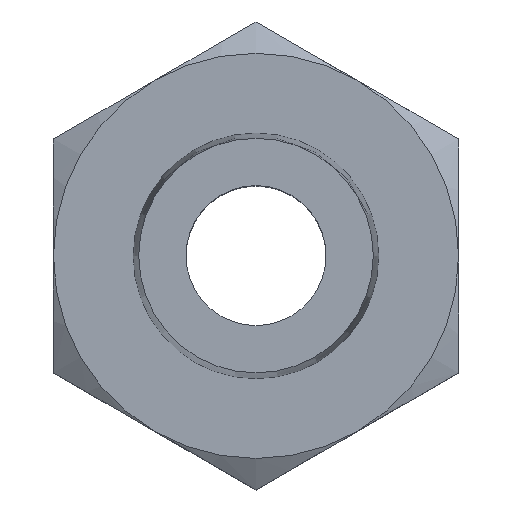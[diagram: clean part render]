
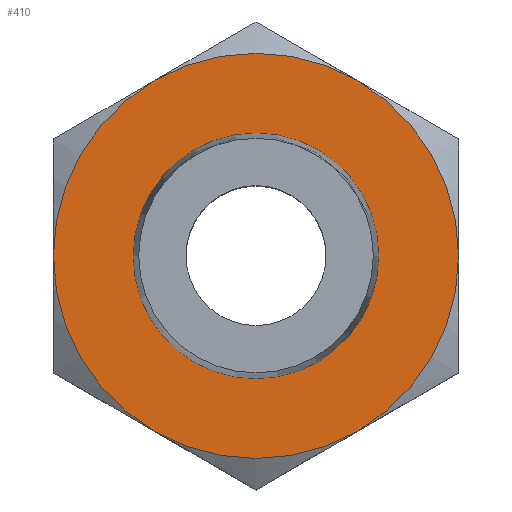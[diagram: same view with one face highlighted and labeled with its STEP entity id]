
A CAD part, top view. The second image highlights one B-rep face of the part: STEP entity #410.
In plain terms, the highlighted planar face has unit normal (0, 0, 1).
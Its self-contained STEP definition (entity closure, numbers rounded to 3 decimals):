
#39=PLANE('',#476);
#51=CIRCLE('',#441,27.5);
#52=CIRCLE('',#443,27.5);
#53=CIRCLE('',#445,27.5);
#54=CIRCLE('',#447,27.5);
#55=CIRCLE('',#449,27.5);
#57=CIRCLE('',#452,16.669);
#68=CIRCLE('',#475,27.5);
#132=ORIENTED_EDGE('',*,*,#206,.T.);
#133=ORIENTED_EDGE('',*,*,#220,.F.);
#134=ORIENTED_EDGE('',*,*,#194,.F.);
#135=ORIENTED_EDGE('',*,*,#192,.F.);
#136=ORIENTED_EDGE('',*,*,#203,.F.);
#137=ORIENTED_EDGE('',*,*,#200,.F.);
#138=ORIENTED_EDGE('',*,*,#197,.F.);
#192=EDGE_CURVE('',#241,#240,#51,.T.);
#194=EDGE_CURVE('',#240,#243,#52,.T.);
#197=EDGE_CURVE('',#244,#246,#53,.T.);
#200=EDGE_CURVE('',#246,#248,#54,.T.);
#203=EDGE_CURVE('',#248,#241,#55,.T.);
#206=EDGE_CURVE('',#251,#251,#57,.T.);
#220=EDGE_CURVE('',#243,#244,#68,.T.);
#240=VERTEX_POINT('',#668);
#241=VERTEX_POINT('',#674);
#243=VERTEX_POINT('',#683);
#244=VERTEX_POINT('',#694);
#246=VERTEX_POINT('',#697);
#248=VERTEX_POINT('',#709);
#251=VERTEX_POINT('',#730);
#321=EDGE_LOOP('',(#132));
#322=EDGE_LOOP('',(#133,#134,#135,#136,#137,#138));
#363=FACE_BOUND('',#321,.T.);
#364=FACE_BOUND('',#322,.T.);
#410=ADVANCED_FACE('',(#363,#364),#39,.T.);
#441=AXIS2_PLACEMENT_3D('',#675,#507,#508);
#443=AXIS2_PLACEMENT_3D('',#682,#511,#512);
#445=AXIS2_PLACEMENT_3D('',#696,#515,#516);
#447=AXIS2_PLACEMENT_3D('',#708,#519,#520);
#449=AXIS2_PLACEMENT_3D('',#721,#523,#524);
#452=AXIS2_PLACEMENT_3D('',#729,#529,#530);
#475=AXIS2_PLACEMENT_3D('',#778,#575,#576);
#476=AXIS2_PLACEMENT_3D('',#783,#577,#578);
#507=DIRECTION('',(0.,0.,-1.));
#508=DIRECTION('',(-1.,0.,0.));
#511=DIRECTION('',(0.,0.,-1.));
#512=DIRECTION('',(-1.,0.,0.));
#515=DIRECTION('',(0.,0.,-1.));
#516=DIRECTION('',(-1.,0.,0.));
#519=DIRECTION('',(0.,0.,-1.));
#520=DIRECTION('',(-1.,0.,0.));
#523=DIRECTION('',(0.,0.,-1.));
#524=DIRECTION('',(-1.,0.,0.));
#529=DIRECTION('',(0.,0.,-1.));
#530=DIRECTION('',(-1.,0.,0.));
#575=DIRECTION('',(0.,0.,-1.));
#576=DIRECTION('',(-1.,0.,0.));
#577=DIRECTION('',(0.,0.,1.));
#578=DIRECTION('',(1.,0.,0.));
#668=CARTESIAN_POINT('',(-27.5,0.,0.));
#674=CARTESIAN_POINT('',(-13.75,-23.816,0.));
#675=CARTESIAN_POINT('',(0.,0.,0.));
#682=CARTESIAN_POINT('',(0.,0.,0.));
#683=CARTESIAN_POINT('',(-13.75,23.816,0.));
#694=CARTESIAN_POINT('',(13.75,23.816,0.));
#696=CARTESIAN_POINT('',(0.,0.,0.));
#697=CARTESIAN_POINT('',(27.5,0.,0.));
#708=CARTESIAN_POINT('',(0.,0.,0.));
#709=CARTESIAN_POINT('',(13.75,-23.816,0.));
#721=CARTESIAN_POINT('',(0.,0.,0.));
#729=CARTESIAN_POINT('',(0.,0.,0.));
#730=CARTESIAN_POINT('',(-16.669,0.,0.));
#778=CARTESIAN_POINT('',(0.,0.,0.));
#783=CARTESIAN_POINT('',(0.,27.5,0.));
